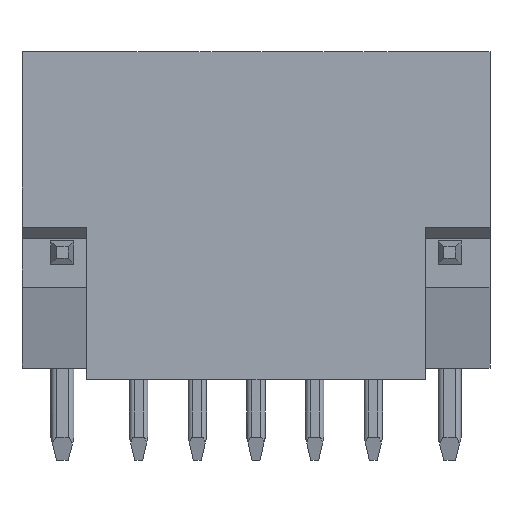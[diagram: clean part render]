
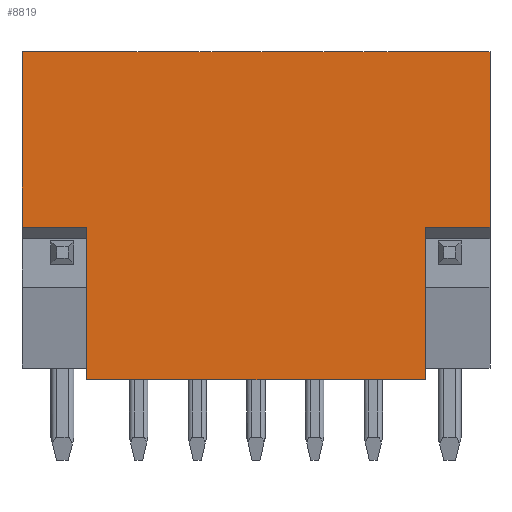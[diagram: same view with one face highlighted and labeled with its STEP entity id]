
A CAD part, left-side view. The second image highlights one B-rep face of the part: STEP entity #8819.
In plain terms, the highlighted planar face has unit normal (-1, 0, 0).
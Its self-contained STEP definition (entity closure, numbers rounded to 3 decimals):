
#592=DIRECTION('',(0.,0.,-1.));
#593=VECTOR('',#592,7.6);
#594=CARTESIAN_POINT('',(-5.25,-15.21,7.1));
#595=LINE('',#594,#593);
#636=DIRECTION('',(0.,0.,1.));
#637=VECTOR('',#636,6.6);
#638=CARTESIAN_POINT('',(-5.25,-12.41,-7.1));
#639=LINE('',#638,#637);
#828=DIRECTION('',(0.,-1.,0.));
#829=VECTOR('',#828,2.8);
#830=CARTESIAN_POINT('',(-5.25,-12.41,-0.5));
#831=LINE('',#830,#829);
#832=DIRECTION('',(0.,-1.,0.));
#833=VECTOR('',#832,2.8);
#834=CARTESIAN_POINT('',(-5.25,5.05,-0.5));
#835=LINE('',#834,#833);
#996=DIRECTION('',(0.,-1.,0.));
#997=VECTOR('',#996,14.66);
#998=CARTESIAN_POINT('',(-5.25,2.25,-7.1));
#999=LINE('',#998,#997);
#4962=DIRECTION('',(0.,1.,0.));
#4963=VECTOR('',#4962,20.26);
#4964=CARTESIAN_POINT('',(-5.25,-15.21,7.1));
#4965=LINE('',#4964,#4963);
#5235=DIRECTION('',(0.,0.,1.));
#5236=VECTOR('',#5235,7.6);
#5237=CARTESIAN_POINT('',(-5.25,5.05,-0.5));
#5238=LINE('',#5237,#5236);
#5251=DIRECTION('',(0.,0.,-1.));
#5252=VECTOR('',#5251,6.6);
#5253=CARTESIAN_POINT('',(-5.25,2.25,-0.5));
#5254=LINE('',#5253,#5252);
#6335=CARTESIAN_POINT('',(-5.25,-15.21,7.1));
#6336=CARTESIAN_POINT('',(-5.25,5.05,7.1));
#6337=VERTEX_POINT('',#6335);
#6338=VERTEX_POINT('',#6336);
#6399=CARTESIAN_POINT('',(-5.25,2.25,-7.1));
#6400=CARTESIAN_POINT('',(-5.25,-12.41,-7.1));
#6401=VERTEX_POINT('',#6399);
#6402=VERTEX_POINT('',#6400);
#6435=CARTESIAN_POINT('',(-5.25,-15.21,-0.5));
#6437=VERTEX_POINT('',#6435);
#6441=CARTESIAN_POINT('',(-5.25,-12.41,-0.5));
#6442=VERTEX_POINT('',#6441);
#6447=CARTESIAN_POINT('',(-5.25,5.05,-0.5));
#6448=VERTEX_POINT('',#6447);
#6449=CARTESIAN_POINT('',(-5.25,2.25,-0.5));
#6450=VERTEX_POINT('',#6449);
#8799=CARTESIAN_POINT('',(-5.25,-11.43,-7.1));
#8800=DIRECTION('',(-1.,0.,0.));
#8801=DIRECTION('',(0.,0.,1.));
#8802=AXIS2_PLACEMENT_3D('',#8799,#8800,#8801);
#8803=PLANE('',#8802);
#8804=ORIENTED_EDGE('',*,*,#8794,.F.);
#8805=ORIENTED_EDGE('',*,*,#8482,.F.);
#8807=ORIENTED_EDGE('',*,*,#8806,.F.);
#8809=ORIENTED_EDGE('',*,*,#8808,.F.);
#8811=ORIENTED_EDGE('',*,*,#8810,.F.);
#8813=ORIENTED_EDGE('',*,*,#8812,.T.);
#8815=ORIENTED_EDGE('',*,*,#8814,.F.);
#8816=ORIENTED_EDGE('',*,*,#8437,.T.);
#8817=EDGE_LOOP('',(#8804,#8805,#8807,#8809,#8811,#8813,#8815,#8816));
#8818=FACE_OUTER_BOUND('',#8817,.F.);
#8819=ADVANCED_FACE('',(#8818),#8803,.T.);
#8437=EDGE_CURVE('',#6337,#6437,#595,.T.);
#8482=EDGE_CURVE('',#6402,#6442,#639,.T.);
#8794=EDGE_CURVE('',#6442,#6437,#831,.T.);
#8806=EDGE_CURVE('',#6401,#6402,#999,.T.);
#8808=EDGE_CURVE('',#6450,#6401,#5254,.T.);
#8810=EDGE_CURVE('',#6448,#6450,#835,.T.);
#8812=EDGE_CURVE('',#6448,#6338,#5238,.T.);
#8814=EDGE_CURVE('',#6337,#6338,#4965,.T.);
